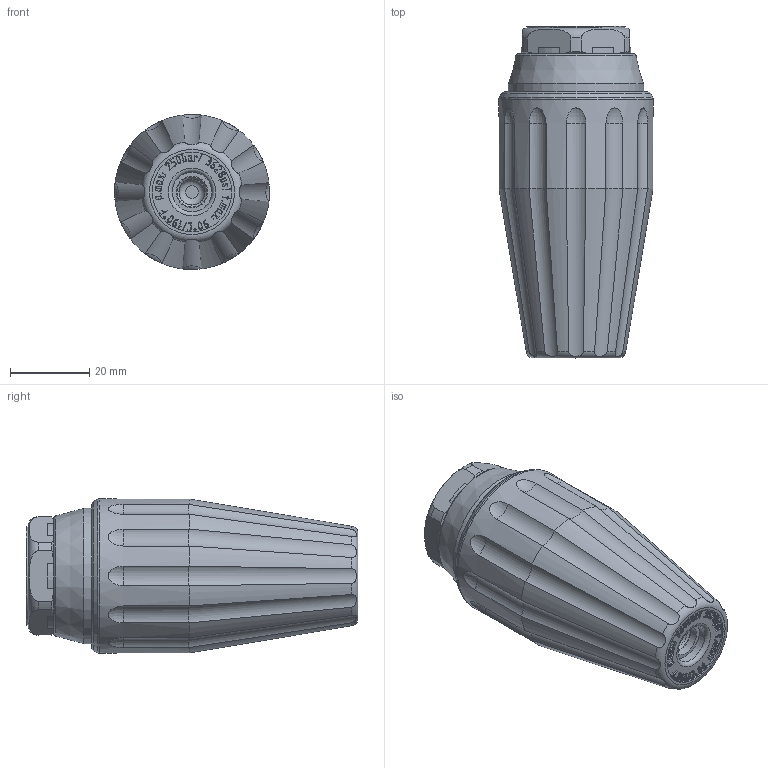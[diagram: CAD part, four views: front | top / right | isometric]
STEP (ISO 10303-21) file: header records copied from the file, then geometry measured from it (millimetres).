
FILE_DESCRIPTION(/* description */ ('Unknown'),/* implementation_level */ '2;1');
FILE_NAME(/* name */ '200357680_Turbo-Düse_ST-357.1_01_03_2023',/* time_stamp */ '2023-06-01T09:49:19+02:00',/* author */ ('Unknown'),/* organization */ ('Unknown'),/* preprocessor_version */ 'ST-DEVELOPER v18.102',/* originating_system */ 'Solid Edge',/* authorisation */ 'Unknown');
FILE_SCHEMA (('AUTOMOTIVE_DESIGN {1 0 10303 214 3 1 1}'));
Length unit declared in the file: millimetre
Products named in the file (1): Part5
Bounding box: 39 x 83.5 x 39 mm (x, y, z)
Volume: 72269.5 mm3; surface area: 11045.8 mm2
Topology: 1 solids, 1 shells, 408 faces, 1023 edges, 680 vertices
Faces by surface type: plane 240, bspline 82, cylinder 44, cone 23, torus 19
Full cylindrical faces by diameter (mm): 8 x1, 10 x1, 11.8 x1, 13.4 x1, 20 x1, 24.8 x1, 34 x1, 39 x1
Entity records: 17873 total; most frequent: CARTESIAN_POINT 6664, ORIENTED_EDGE 1968, DIRECTION 1163, EDGE_CURVE 984, VERTEX_POINT 673, B_SPLINE_CURVE_WITH_KNOTS 580, EDGE_LOOP 503, FACE_BOUND 503
